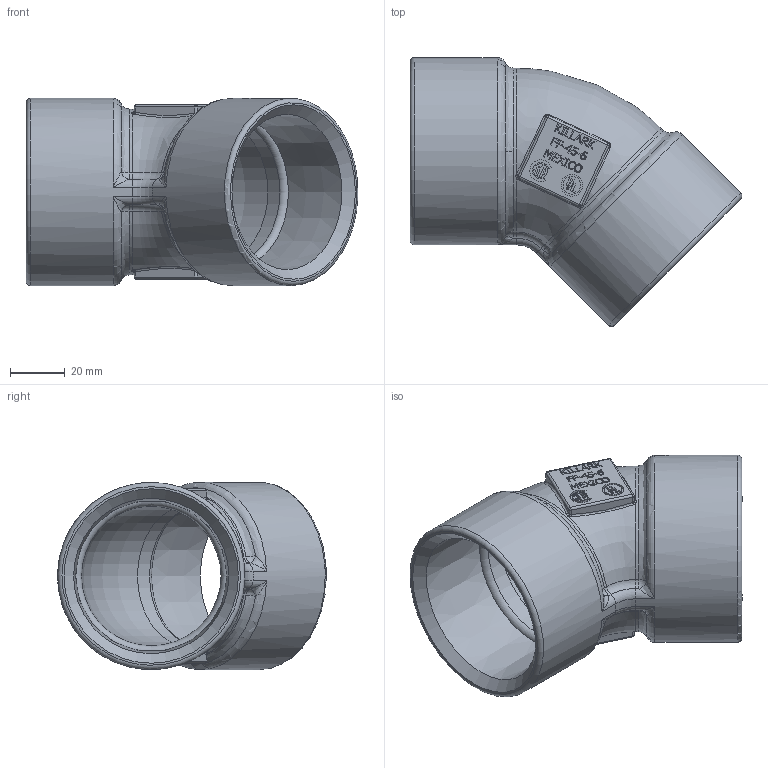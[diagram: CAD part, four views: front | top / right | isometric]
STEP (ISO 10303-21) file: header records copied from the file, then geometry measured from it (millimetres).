
FILE_DESCRIPTION(/* description */ ('FF-45-6/6M FITTING AS MACHINED'),/* implementation_level */ '2;1');
FILE_NAME(/* name */ 'KIL_FF-45-6.stp',/* time_stamp */ '2021-03-17T01:32:54+05:00',/* author */ ('lsugumaran'),/* organization */ (''),/* preprocessor_version */ 'ST-DEVELOPER v18',/* originating_system */ 'Autodesk Inventor 2020',/* authorisation */ '');
FILE_SCHEMA (('AUTOMOTIVE_DESIGN { 1 0 10303 214 3 1 1 }'));
Length unit declared in the file: inch
Products named in the file (1): 18235
Bounding box: 121 x 98 x 68.26 mm (x, y, z)
Volume: 124095.2 mm3; surface area: 45370 mm2
Topology: 1 solids, 1 shells, 818 faces, 2179 edges, 1421 vertices
Faces by surface type: plane 511, bspline 228, cylinder 48, torus 15, sphere 12, cone 4
Full cylindrical faces by diameter (mm): 0.738 x1, 0.881 x1, 6.469 x1, 7.938 x1, 50.902 x2, 68.263 x2
Entity records: 27361 total; most frequent: CARTESIAN_POINT 8445, ORIENTED_EDGE 4334, DIRECTION 3058, EDGE_CURVE 2167, LINE 1554, VECTOR 1554, VERTEX_POINT 1421, EDGE_LOOP 890
